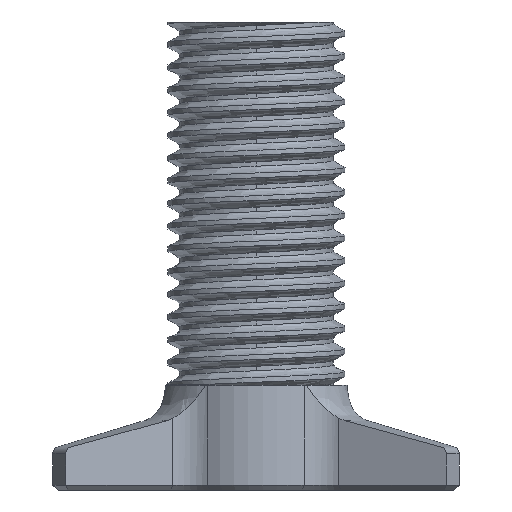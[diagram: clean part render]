
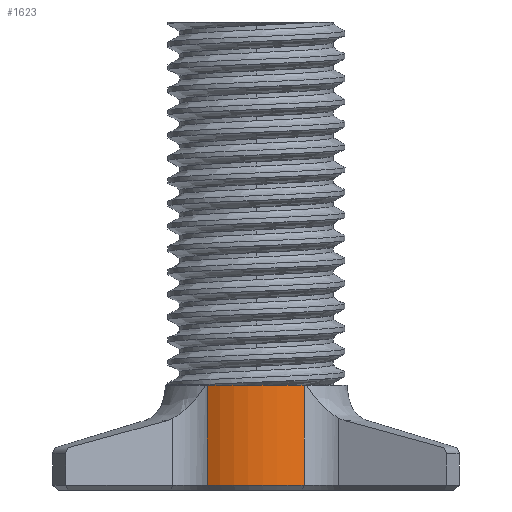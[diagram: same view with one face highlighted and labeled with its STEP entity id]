
A CAD part, left-side view. The second image highlights one B-rep face of the part: STEP entity #1623.
In plain terms, the highlighted cylindrical face has radius 10 mm (diameter 20 mm), a partial arc.
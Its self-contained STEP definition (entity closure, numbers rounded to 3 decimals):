
#136=FACE_OUTER_BOUND('',#232,.T.);
#232=EDGE_LOOP('',(#1346,#1347,#1348,#1349));
#292=CIRCLE('',#1754,10.);
#294=CIRCLE('',#1760,10.);
#471=LINE('',#6524,#572);
#472=LINE('',#6527,#573);
#572=VECTOR('',#2066,10.);
#573=VECTOR('',#2069,10.);
#716=VERTEX_POINT('',#6505);
#717=VERTEX_POINT('',#6509);
#720=VERTEX_POINT('',#6523);
#721=VERTEX_POINT('',#6525);
#933=EDGE_CURVE('',#716,#717,#292,.T.);
#939=EDGE_CURVE('',#720,#716,#471,.T.);
#940=EDGE_CURVE('',#721,#720,#294,.T.);
#941=EDGE_CURVE('',#717,#721,#472,.T.);
#1346=ORIENTED_EDGE('',*,*,#933,.F.);
#1347=ORIENTED_EDGE('',*,*,#939,.F.);
#1348=ORIENTED_EDGE('',*,*,#940,.F.);
#1349=ORIENTED_EDGE('',*,*,#941,.F.);
#1546=CYLINDRICAL_SURFACE('',#1759,10.);
#1623=ADVANCED_FACE('',(#136),#1546,.T.);
#1754=AXIS2_PLACEMENT_3D('',#6511,#2050,#2051);
#1759=AXIS2_PLACEMENT_3D('',#6522,#2064,#2065);
#1760=AXIS2_PLACEMENT_3D('',#6526,#2067,#2068);
#2050=DIRECTION('center_axis',(0.,0.,
-1.));
#2051=DIRECTION('ref_axis',(-1.,0.,0.));
#2064=DIRECTION('center_axis',(0.,0.,-1.));
#2065=DIRECTION('ref_axis',(-1.,0.007,0.));
#2066=DIRECTION('',(0.,0.,-1.));
#2067=DIRECTION('center_axis',(0.,0.,1.));
#2068=DIRECTION('ref_axis',(1.,0.,0.));
#2069=DIRECTION('',(0.,0.,1.));
#6505=CARTESIAN_POINT('',(-8.504,-5.262,-11.));
#6509=CARTESIAN_POINT('',(-8.425,5.387,-11.));
#6511=CARTESIAN_POINT('Origin',(0.,0.,-11.));
#6522=CARTESIAN_POINT('Origin',(0.,0.,-0.5));
#6523=CARTESIAN_POINT('',(-8.504,-5.262,0.));
#6524=CARTESIAN_POINT('',(-8.504,-5.262,-0.5));
#6525=CARTESIAN_POINT('',(-8.425,5.387,0.));
#6526=CARTESIAN_POINT('Origin',(0.,0.,0.));
#6527=CARTESIAN_POINT('',(-8.425,5.387,-0.5));
